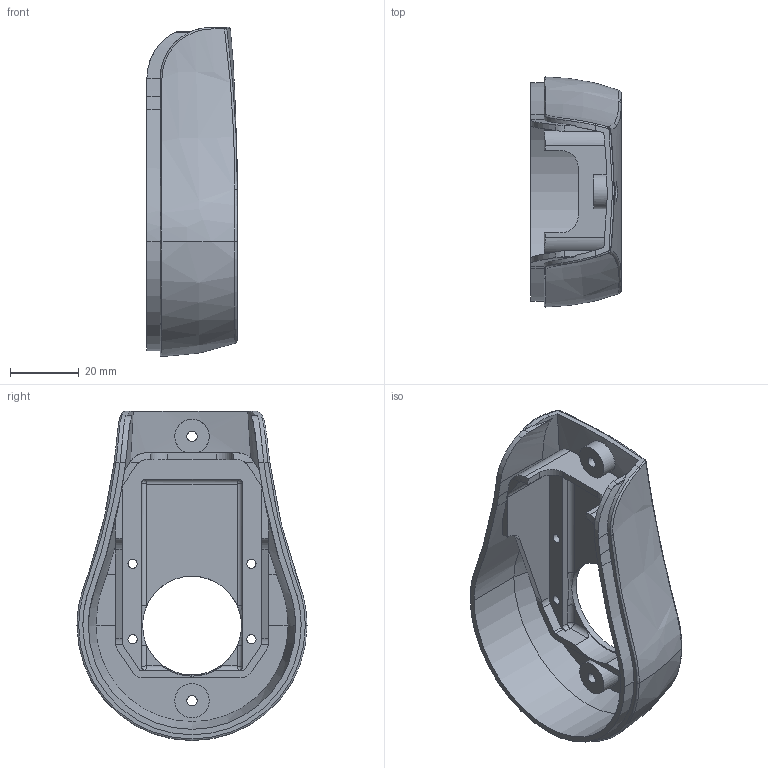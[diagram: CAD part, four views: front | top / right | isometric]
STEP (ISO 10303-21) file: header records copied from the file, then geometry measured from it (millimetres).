
FILE_DESCRIPTION(/* description */ (''),/* implementation_level */ '2;1');
FILE_NAME(/* name */ 'Arm Lower Cover Right Original.step',/* time_stamp */ '2017-06-24T11:18:55+10:00',/* author */ (''),/* organization */ (''),/* preprocessor_version */ 'ST-DEVELOPER v16.13',/* originating_system */ 'Autodesk Translation Framework v6.1.1.50',/* authorisation */ '');
FILE_SCHEMA (('AUTOMOTIVE_DESIGN { 1 0 10303 214 3 1 1 }'));
Length unit declared in the file: millimetre
Products named in the file (1): Arm Lower Cover Right v1
Bounding box: 26.3 x 66.99 x 95.9 mm (x, y, z)
Volume: 26024.9 mm3; surface area: 23169.2 mm2
Topology: 1 solids, 1 shells, 176 faces, 473 edges, 302 vertices
Faces by surface type: plane 66, cylinder 60, bspline 48, torus 2
Full cylindrical faces by diameter (mm): 2.7 x4, 3 x2, 5 x4, 6 x2, 10 x1, 28.8 x1
Entity records: 10315 total; most frequent: CARTESIAN_POINT 6227, ORIENTED_EDGE 902, DIRECTION 735, EDGE_CURVE 451, VERTEX_POINT 298, AXIS2_PLACEMENT_3D 262, LINE 211, VECTOR 211
